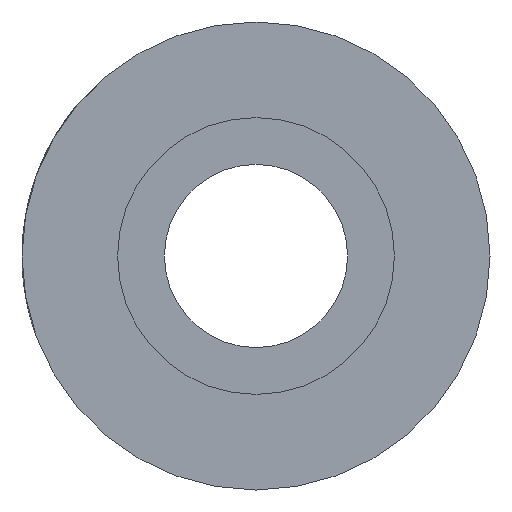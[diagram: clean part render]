
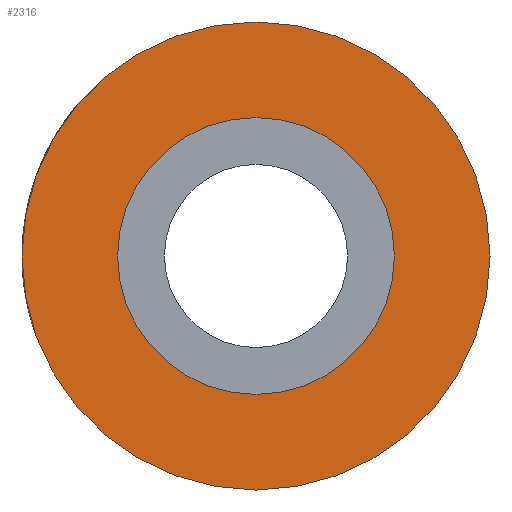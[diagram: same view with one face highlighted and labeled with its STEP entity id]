
A CAD part, left-side view. The second image highlights one B-rep face of the part: STEP entity #2316.
In plain terms, the highlighted planar face has unit normal (-1, 0, 0).
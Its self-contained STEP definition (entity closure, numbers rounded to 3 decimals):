
#168 = DIRECTION ( 'NONE',  ( 0., 0., -1. ) ) ;
#196 = EDGE_CURVE ( 'NONE', #647, #1045, #650, .T. ) ;
#464 = DIRECTION ( 'NONE',  ( -1., 0., 0. ) ) ;
#647 = VERTEX_POINT ( 'NONE', #4065 ) ;
#650 = CIRCLE ( 'NONE', #2215, 11.5 ) ;
#695 = FACE_OUTER_BOUND ( 'NONE', #4805, .T. ) ;
#753 = AXIS2_PLACEMENT_3D ( 'NONE', #3455, #4915, #168 ) ;
#767 = PLANE ( 'NONE',  #753 ) ;
#965 = AXIS2_PLACEMENT_3D ( 'NONE', #4424, #4388, #5467 ) ;
#1045 = VERTEX_POINT ( 'NONE', #5380 ) ;
#1291 = ORIENTED_EDGE ( 'NONE', *, *, #6097, .T. ) ;
#1417 = CIRCLE ( 'NONE', #965, 6.8 ) ;
#1714 = FACE_BOUND ( 'NONE', #6279, .T. ) ;
#1790 = CARTESIAN_POINT ( 'NONE',  ( 0., 0., 0. ) ) ;
#1919 = VERTEX_POINT ( 'NONE', #5112 ) ;
#1969 = CIRCLE ( 'NONE', #3204, 6.8 ) ;
#2151 = CIRCLE ( 'NONE', #4829, 11.5 ) ;
#2215 = AXIS2_PLACEMENT_3D ( 'NONE', #2307, #6115, #6538 ) ;
#2307 = CARTESIAN_POINT ( 'NONE',  ( 0., 0., 0. ) ) ;
#2316 = ADVANCED_FACE ( 'NONE', ( #1714, #695 ), #767, .F. ) ;
#2946 = ORIENTED_EDGE ( 'NONE', *, *, #4347, .F. ) ;
#3204 = AXIS2_PLACEMENT_3D ( 'NONE', #3565, #464, #4544 ) ;
#3244 = CARTESIAN_POINT ( 'NONE',  ( 0., 0., -6.8 ) ) ;
#3298 = EDGE_CURVE ( 'NONE', #5314, #1919, #1417, .T. ) ;
#3455 = CARTESIAN_POINT ( 'NONE',  ( 0., 0., 0. ) ) ;
#3565 = CARTESIAN_POINT ( 'NONE',  ( 0., 0., 0. ) ) ;
#3788 = ORIENTED_EDGE ( 'NONE', *, *, #196, .T. ) ;
#3850 = DIRECTION ( 'NONE',  ( -1., 0., 0. ) ) ;
#4065 = CARTESIAN_POINT ( 'NONE',  ( 0., 0., 11.5 ) ) ;
#4347 = EDGE_CURVE ( 'NONE', #1919, #5314, #1969, .T. ) ;
#4388 = DIRECTION ( 'NONE',  ( -1., 0., 0. ) ) ;
#4424 = CARTESIAN_POINT ( 'NONE',  ( 0., 0., 0. ) ) ;
#4544 = DIRECTION ( 'NONE',  ( 0., 0., 1. ) ) ;
#4805 = EDGE_LOOP ( 'NONE', ( #3788, #1291 ) ) ;
#4829 = AXIS2_PLACEMENT_3D ( 'NONE', #1790, #3850, #6048 ) ;
#4915 = DIRECTION ( 'NONE',  ( 1., 0., 0. ) ) ;
#5112 = CARTESIAN_POINT ( 'NONE',  ( 0., 0., 6.8 ) ) ;
#5314 = VERTEX_POINT ( 'NONE', #3244 ) ;
#5380 = CARTESIAN_POINT ( 'NONE',  ( 0., 0., -11.5 ) ) ;
#5467 = DIRECTION ( 'NONE',  ( 0., 0., 1. ) ) ;
#6048 = DIRECTION ( 'NONE',  ( 0., 0., 1. ) ) ;
#6097 = EDGE_CURVE ( 'NONE', #1045, #647, #2151, .T. ) ;
#6115 = DIRECTION ( 'NONE',  ( -1., 0., 0. ) ) ;
#6279 = EDGE_LOOP ( 'NONE', ( #2946, #6679 ) ) ;
#6538 = DIRECTION ( 'NONE',  ( 0., 0., 1. ) ) ;
#6679 = ORIENTED_EDGE ( 'NONE', *, *, #3298, .F. ) ;
